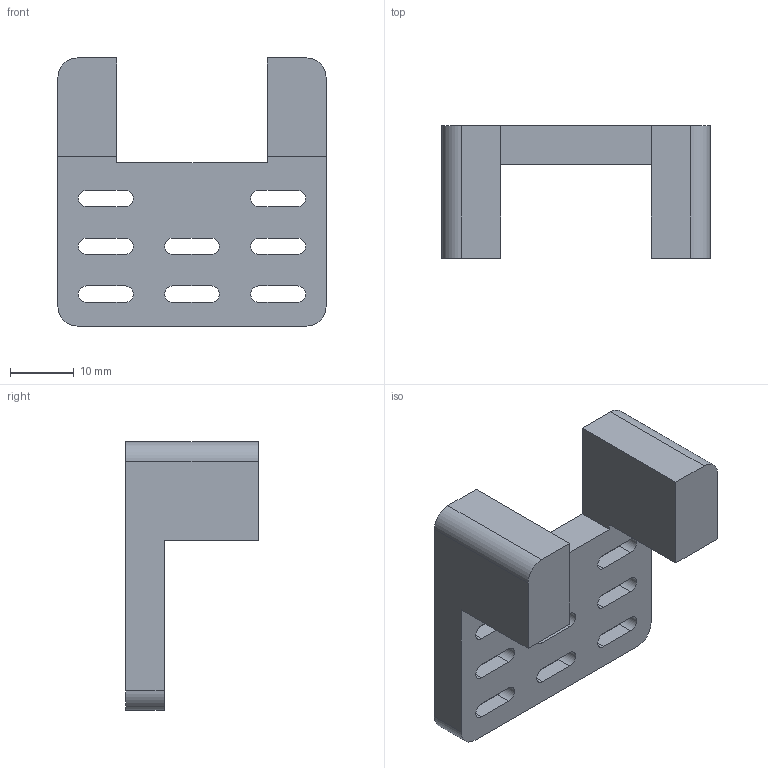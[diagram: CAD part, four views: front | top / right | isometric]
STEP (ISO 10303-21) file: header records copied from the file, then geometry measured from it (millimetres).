
FILE_DESCRIPTION (( 'STEP AP214' ), '1' );
FILE_NAME ('Tower D Base Cap.STEP', '2021-12-07T16:55:51', ( '' ), ( '' ), 'SwSTEP 2.0', 'SolidWorks 2021', '' );
FILE_SCHEMA (( 'AUTOMOTIVE_DESIGN' ));
Length unit declared in the file: millimetre
Products named in the file (1): Tower D Base Cap
Bounding box: 42 x 20.75 x 42 mm (x, y, z)
Volume: 11047.1 mm3; surface area: 6138.8 mm2
Topology: 1 solids, 1 shells, 90 faces, 240 edges, 160 vertices
Faces by surface type: plane 70, cylinder 20
Entity records: 2850 total; most frequent: CARTESIAN_POINT 491, ORIENTED_EDGE 480, DIRECTION 462, EDGE_CURVE 240, LINE 200, VECTOR 200, VERTEX_POINT 160, AXIS2_PLACEMENT_3D 131
